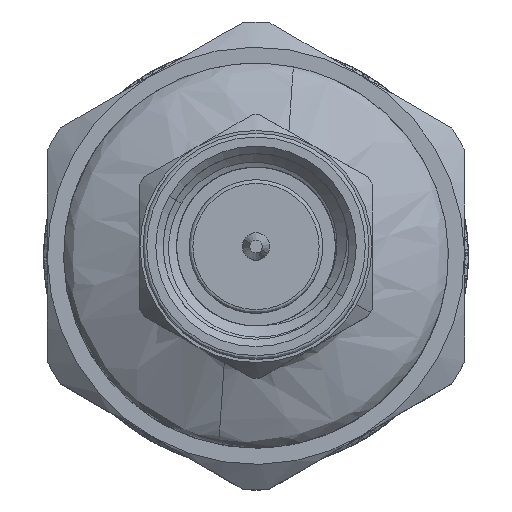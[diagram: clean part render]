
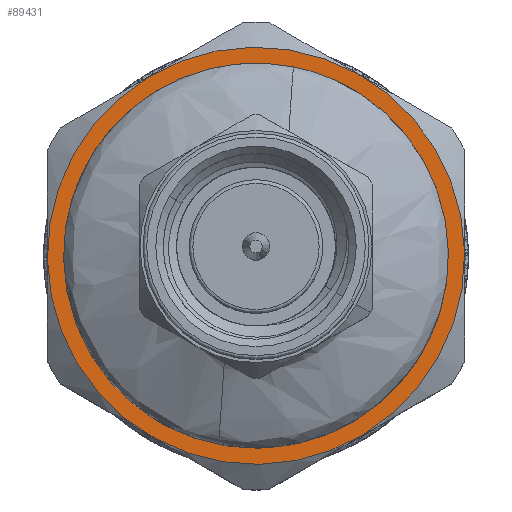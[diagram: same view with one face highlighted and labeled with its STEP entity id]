
A CAD part, top view. The second image highlights one B-rep face of the part: STEP entity #89431.
In plain terms, the highlighted face is planar.
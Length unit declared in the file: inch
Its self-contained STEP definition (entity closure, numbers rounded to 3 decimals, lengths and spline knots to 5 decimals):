
#1483 = CARTESIAN_POINT ( 'NONE',  ( 0.59855, 0., 0. ) ) ;
#3608 = ORIENTED_EDGE ( 'NONE', *, *, #43043, .F. ) ;
#3847 = AXIS2_PLACEMENT_3D ( 'NONE', #52359, #79376, #80281 ) ;
#3879 = DIRECTION ( 'NONE',  ( 0., 0., -1. ) ) ;
#5299 = CIRCLE ( 'NONE', #3847, 0.28094 ) ;
#13255 = CARTESIAN_POINT ( 'NONE',  ( 0.59855, 0., 0.25911 ) ) ;
#13268 = CARTESIAN_POINT ( 'NONE',  ( 0.59855, 0.28094, 0. ) ) ;
#15453 = AXIS2_PLACEMENT_3D ( 'NONE', #1483, #29405, #58223 ) ;
#20545 = CARTESIAN_POINT ( 'NONE',  ( 0.59855, 0., -0.28094 ) ) ;
#20761 = EDGE_CURVE ( 'NONE', #60546, #60496, #5299, .T. ) ;
#22366 = CARTESIAN_POINT ( 'NONE',  ( 0.59855, 0., 0. ) ) ;
#29405 = DIRECTION ( 'NONE',  ( 1., 0., 0. ) ) ;
#31066 = DIRECTION ( 'NONE',  ( 0., 0., -1. ) ) ;
#31378 = DIRECTION ( 'NONE',  ( 1., 0., 0. ) ) ;
#31390 = CARTESIAN_POINT ( 'NONE',  ( 0.59855, 0., 0.28094 ) ) ;
#34233 = EDGE_CURVE ( 'NONE', #65052, #78080, #50956, .T. ) ;
#38587 = AXIS2_PLACEMENT_3D ( 'NONE', #13268, #83796, #41670 ) ;
#38836 = CIRCLE ( 'NONE', #15453, 0.25911 ) ;
#41670 = DIRECTION ( 'NONE',  ( 0., 0., -1. ) ) ;
#42321 = EDGE_CURVE ( 'NONE', #60496, #60546, #49113, .T. ) ;
#42590 = FACE_BOUND ( 'NONE', #74311, .T. ) ;
#43043 = EDGE_CURVE ( 'NONE', #78080, #65052, #38836, .T. ) ;
#44251 = CARTESIAN_POINT ( 'NONE',  ( 0.59855, 0., 0. ) ) ;
#45386 = EDGE_LOOP ( 'NONE', ( #58160, #72129 ) ) ;
#49113 = CIRCLE ( 'NONE', #54889, 0.28094 ) ;
#50956 = CIRCLE ( 'NONE', #66949, 0.25911 ) ;
#52359 = CARTESIAN_POINT ( 'NONE',  ( 0.59855, 0., 0. ) ) ;
#53899 = ORIENTED_EDGE ( 'NONE', *, *, #34233, .F. ) ;
#54889 = AXIS2_PLACEMENT_3D ( 'NONE', #22366, #79611, #31066 ) ;
#58160 = ORIENTED_EDGE ( 'NONE', *, *, #20761, .T. ) ;
#58223 = DIRECTION ( 'NONE',  ( 0., 0., -1. ) ) ;
#60496 = VERTEX_POINT ( 'NONE', #20545 ) ;
#60546 = VERTEX_POINT ( 'NONE', #31390 ) ;
#63137 = FACE_OUTER_BOUND ( 'NONE', #45386, .T. ) ;
#65052 = VERTEX_POINT ( 'NONE', #13255 ) ;
#66949 = AXIS2_PLACEMENT_3D ( 'NONE', #44251, #31378, #3879 ) ;
#70468 = PLANE ( 'NONE',  #38587 ) ;
#72129 = ORIENTED_EDGE ( 'NONE', *, *, #42321, .T. ) ;
#74311 = EDGE_LOOP ( 'NONE', ( #53899, #3608 ) ) ;
#78080 = VERTEX_POINT ( 'NONE', #86234 ) ;
#79376 = DIRECTION ( 'NONE',  ( 1., 0., 0. ) ) ;
#79611 = DIRECTION ( 'NONE',  ( 1., 0., 0. ) ) ;
#80281 = DIRECTION ( 'NONE',  ( 0., 0., -1. ) ) ;
#83796 = DIRECTION ( 'NONE',  ( 1., 0., 0. ) ) ;
#86234 = CARTESIAN_POINT ( 'NONE',  ( 0.59855, 0., -0.25911 ) ) ;
#89431 = ADVANCED_FACE ( 'NONE', ( #42590, #63137 ), #70468, .T. ) ;
